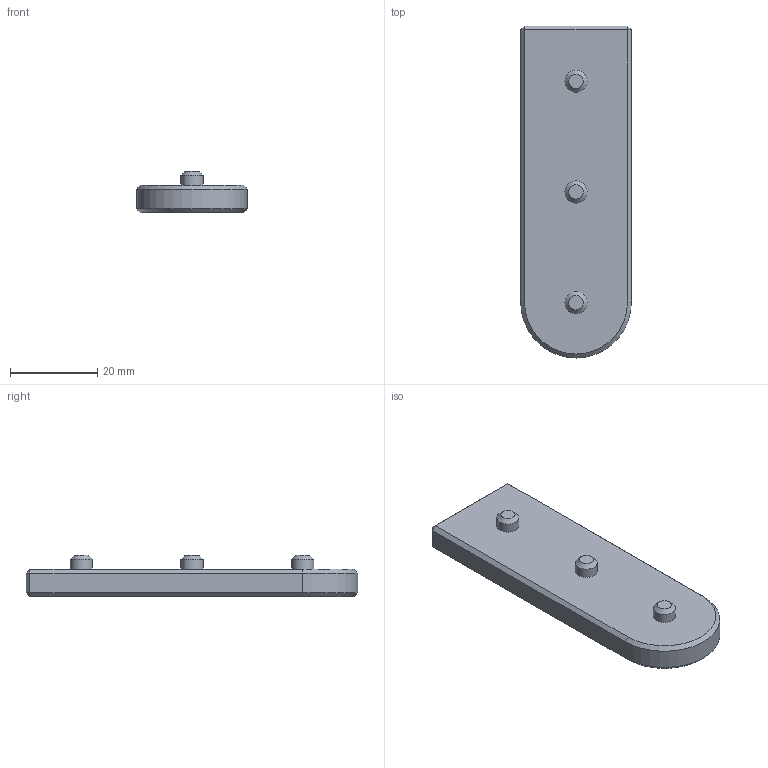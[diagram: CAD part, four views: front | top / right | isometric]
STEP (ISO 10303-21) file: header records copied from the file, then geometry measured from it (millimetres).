
FILE_DESCRIPTION(/* description */ (''),/* implementation_level */ '2;1');
FILE_NAME(/* name */ 'Chop Saw Guide v1.step',/* time_stamp */ '2024-01-12T06:00:20-05:00',/* author */ (''),/* organization */ (''),/* preprocessor_version */ 'ST-DEVELOPER v20',/* originating_system */ 'Autodesk Translation Framework v12.14.0.127',/* authorisation */ '');
FILE_SCHEMA (('AUTOMOTIVE_DESIGN { 1 0 10303 214 3 1 1 }'));
Length unit declared in the file: inch
Products named in the file (1): Chop Saw Guide
Bounding box: 25.4 x 76.2 x 9.53 mm (x, y, z)
Volume: 11868.5 mm3; surface area: 4865.5 mm2
Topology: 1 solids, 1 shells, 29 faces, 53 edges, 29 vertices
Faces by surface type: plane 20, cone 5, cylinder 4
Full cylindrical faces by diameter (mm): 5.08 x3
Entity records: 723 total; most frequent: DIRECTION 126, CARTESIAN_POINT 112, ORIENTED_EDGE 106, EDGE_CURVE 53, AXIS2_PLACEMENT_3D 43, LINE 40, VECTOR 40, EDGE_LOOP 32
